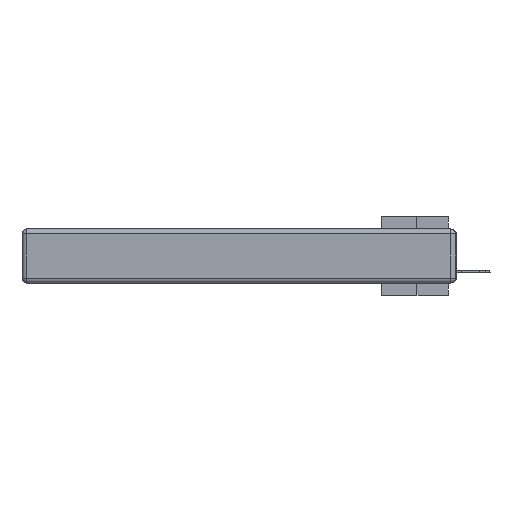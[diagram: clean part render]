
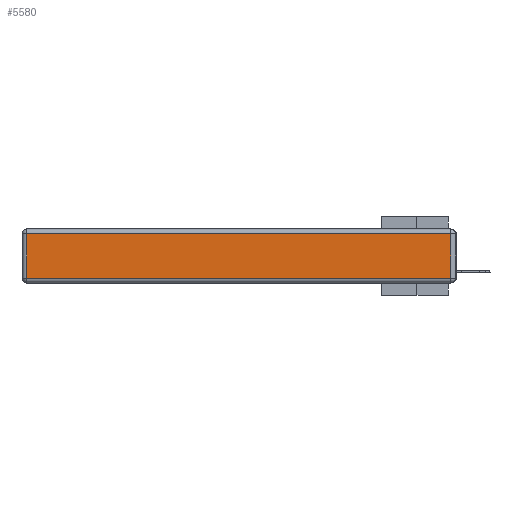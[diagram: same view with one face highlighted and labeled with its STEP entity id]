
A CAD part, left-side view. The second image highlights one B-rep face of the part: STEP entity #5580.
In plain terms, the highlighted planar face has unit normal (-1, 0, 0).
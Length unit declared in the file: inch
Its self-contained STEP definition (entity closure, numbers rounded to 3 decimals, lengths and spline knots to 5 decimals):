
#7 = ORIENTED_EDGE ( 'NONE', *, *, #6986, .T. ) ;
#305 = VERTEX_POINT ( 'NONE', #26670 ) ;
#802 = VECTOR ( 'NONE', #23686, 39.37008 ) ;
#1222 = CARTESIAN_POINT ( 'NONE',  ( 0., 0., -0.313 ) ) ;
#1657 = CARTESIAN_POINT ( 'NONE',  ( 0., 0.03, -0.343 ) ) ;
#2543 = VERTEX_POINT ( 'NONE', #29041 ) ;
#3070 = DIRECTION ( 'NONE',  ( 0., 0., -1. ) ) ;
#4973 = LINE ( 'NONE', #1657, #11854 ) ;
#5580 = ADVANCED_FACE ( 'NONE', ( #30122 ), #33269, .T. ) ;
#6986 = EDGE_CURVE ( 'NONE', #2543, #15003, #28139, .T. ) ;
#7005 = VECTOR ( 'NONE', #3070, 39.37008 ) ;
#8115 = EDGE_CURVE ( 'NONE', #37224, #2543, #29407, .T. ) ;
#8550 = EDGE_CURVE ( 'NONE', #305, #37224, #35643, .T. ) ;
#10632 = DIRECTION ( 'NONE',  ( 0., -1., 0. ) ) ;
#11832 = DIRECTION ( 'NONE',  ( 0., 0., 1. ) ) ;
#11854 = VECTOR ( 'NONE', #19547, 39.37008 ) ;
#15003 = VERTEX_POINT ( 'NONE', #28028 ) ;
#15552 = ORIENTED_EDGE ( 'NONE', *, *, #8115, .T. ) ;
#16694 = EDGE_CURVE ( 'NONE', #15003, #305, #4973, .T. ) ;
#17455 = CARTESIAN_POINT ( 'NONE',  ( 0., 2.72, -0.343 ) ) ;
#17741 = VECTOR ( 'NONE', #10632, 39.37008 ) ;
#17757 = ORIENTED_EDGE ( 'NONE', *, *, #8550, .T. ) ;
#19267 = ORIENTED_EDGE ( 'NONE', *, *, #16694, .T. ) ;
#19547 = DIRECTION ( 'NONE',  ( 0., 0., 1. ) ) ;
#23686 = DIRECTION ( 'NONE',  ( 0., 1., 0. ) ) ;
#26670 = CARTESIAN_POINT ( 'NONE',  ( 0., 0.03, -0.03 ) ) ;
#27173 = CARTESIAN_POINT ( 'NONE',  ( 0., 0., -0.343 ) ) ;
#27472 = EDGE_LOOP ( 'NONE', ( #7, #19267, #17757, #15552 ) ) ;
#28028 = CARTESIAN_POINT ( 'NONE',  ( 0., 0.03, -0.313 ) ) ;
#28139 = LINE ( 'NONE', #1222, #17741 ) ;
#29041 = CARTESIAN_POINT ( 'NONE',  ( 0., 2.72, -0.313 ) ) ;
#29407 = LINE ( 'NONE', #17455, #7005 ) ;
#29947 = CARTESIAN_POINT ( 'NONE',  ( 0., 2.75, -0.03 ) ) ;
#30122 = FACE_OUTER_BOUND ( 'NONE', #27472, .T. ) ;
#33269 = PLANE ( 'NONE',  #36579 ) ;
#33473 = DIRECTION ( 'NONE',  ( -1., 0., 0. ) ) ;
#35643 = LINE ( 'NONE', #29947, #802 ) ;
#36579 = AXIS2_PLACEMENT_3D ( 'NONE', #27173, #33473, #11832 ) ;
#37050 = CARTESIAN_POINT ( 'NONE',  ( 0., 2.72, -0.03 ) ) ;
#37224 = VERTEX_POINT ( 'NONE', #37050 ) ;
